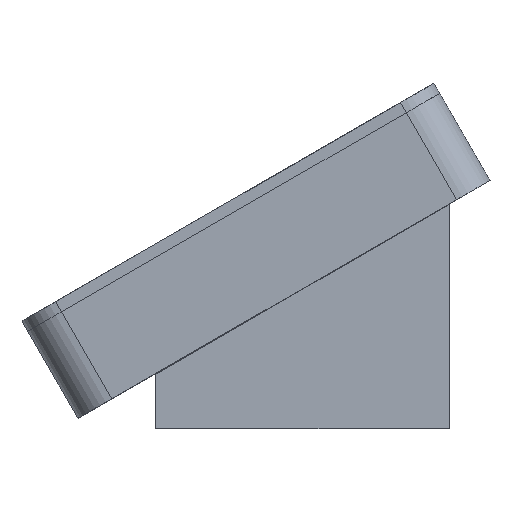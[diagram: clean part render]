
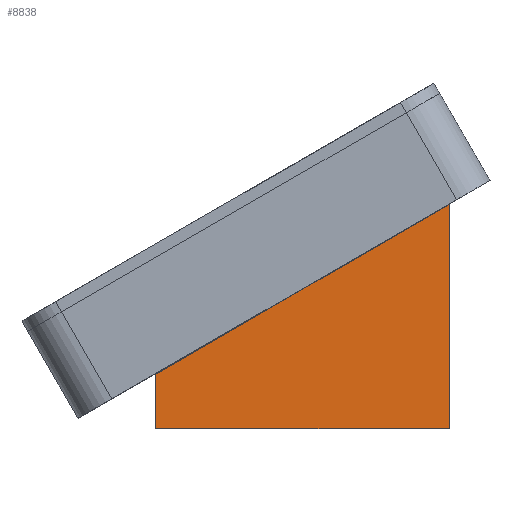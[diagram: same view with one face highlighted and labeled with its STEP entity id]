
A CAD part, front view. The second image highlights one B-rep face of the part: STEP entity #8838.
In plain terms, the highlighted planar face has unit normal (0, -1, 0).
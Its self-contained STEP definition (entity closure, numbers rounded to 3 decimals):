
#963=PLANE('',#9213);
#1376=FACE_OUTER_BOUND('',#1887,.T.);
#1887=EDGE_LOOP('',(#7991,#7992,#7993,#7994));
#2657=LINE('',#16787,#3352);
#2658=LINE('',#16792,#3353);
#2659=LINE('',#16793,#3354);
#2660=LINE('',#16794,#3355);
#3352=VECTOR('',#10538,10.);
#3353=VECTOR('',#10543,10.);
#3354=VECTOR('',#10544,10.);
#3355=VECTOR('',#10545,10.);
#4353=VERTEX_POINT('',#16780);
#4356=VERTEX_POINT('',#16785);
#4357=VERTEX_POINT('',#16790);
#4358=VERTEX_POINT('',#16791);
#5589=EDGE_CURVE('',#4353,#4356,#2657,.T.);
#5590=EDGE_CURVE('',#4357,#4358,#2658,.T.);
#5591=EDGE_CURVE('',#4358,#4353,#2659,.T.);
#5592=EDGE_CURVE('',#4356,#4357,#2660,.T.);
#7991=ORIENTED_EDGE('',*,*,#5590,.T.);
#7992=ORIENTED_EDGE('',*,*,#5591,.T.);
#7993=ORIENTED_EDGE('',*,*,#5589,.T.);
#7994=ORIENTED_EDGE('',*,*,#5592,.T.);
#8838=ADVANCED_FACE('',(#1376),#963,.T.);
#9213=AXIS2_PLACEMENT_3D('',#16789,#10541,#10542);
#10538=DIRECTION('',(1.,0.,0.));
#10541=DIRECTION('center_axis',(0.,-1.,0.));
#10542=DIRECTION('ref_axis',(0.,0.,-1.));
#10543=DIRECTION('',(-0.865,0.,-0.501));
#10544=DIRECTION('',(0.,0.,-1.));
#10545=DIRECTION('',(0.,0.,1.));
#16780=CARTESIAN_POINT('',(-45.,-36.,0.));
#16785=CARTESIAN_POINT('',(-7.,-36.,0.));
#16787=CARTESIAN_POINT('',(-7.,-36.,0.));
#16789=CARTESIAN_POINT('Origin',(-26.,-36.,14.5));
#16790=CARTESIAN_POINT('',(-7.,-36.,29.));
#16791=CARTESIAN_POINT('',(-45.,-36.,7.));
#16792=CARTESIAN_POINT('',(-45.,-36.,7.));
#16793=CARTESIAN_POINT('',(-45.,-36.,0.));
#16794=CARTESIAN_POINT('',(-7.,-36.,29.));
